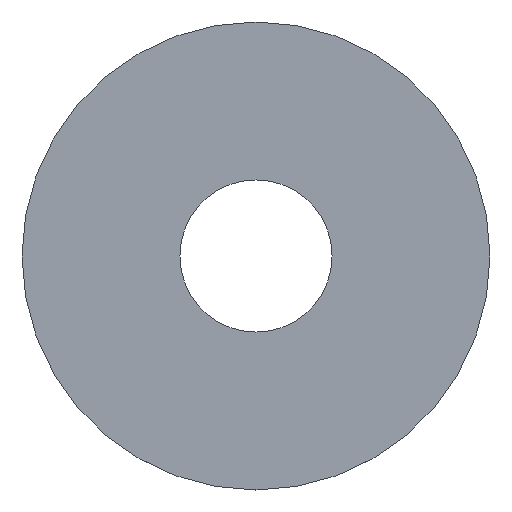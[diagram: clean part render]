
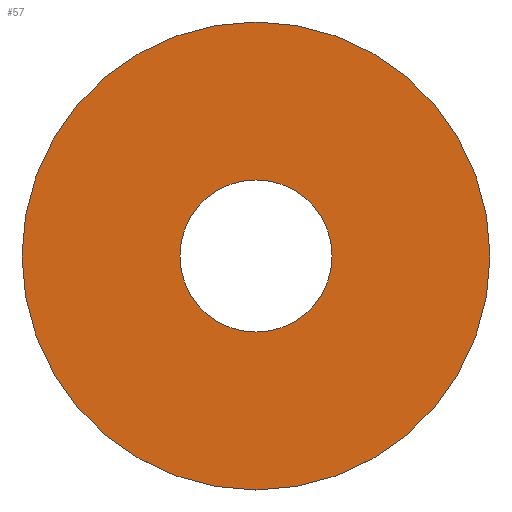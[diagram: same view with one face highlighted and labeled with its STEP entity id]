
A CAD part, top view. The second image highlights one B-rep face of the part: STEP entity #57.
In plain terms, the highlighted planar face has unit normal (0, 0, 1).
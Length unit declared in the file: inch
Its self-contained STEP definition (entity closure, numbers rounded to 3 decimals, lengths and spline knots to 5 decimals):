
#1 = AXIS2_PLACEMENT_3D ( 'NONE', #126, #143, #137 ) ;
#5 = EDGE_CURVE ( 'NONE', #162, #69, #50, .T. ) ;
#7 = AXIS2_PLACEMENT_3D ( 'NONE', #199, #75, #182 ) ;
#11 = CARTESIAN_POINT ( 'NONE',  ( 0., 0., 0.006 ) ) ;
#18 = CARTESIAN_POINT ( 'NONE',  ( 0.13, 0., 0.006 ) ) ;
#28 = CARTESIAN_POINT ( 'NONE',  ( 0.4, 0., 0.006 ) ) ;
#29 = DIRECTION ( 'NONE',  ( 1., 0., 0. ) ) ;
#47 = CARTESIAN_POINT ( 'NONE',  ( 0., 0., 0.006 ) ) ;
#50 = CIRCLE ( 'NONE', #160, 0.13 ) ;
#52 = AXIS2_PLACEMENT_3D ( 'NONE', #11, #118, #221 ) ;
#55 = CIRCLE ( 'NONE', #52, 0.13 ) ;
#57 = ADVANCED_FACE ( 'NONE', ( #223, #109 ), #157, .T. ) ;
#65 = ORIENTED_EDGE ( 'NONE', *, *, #177, .T. ) ;
#68 = DIRECTION ( 'NONE',  ( 1., 0., 0. ) ) ;
#69 = VERTEX_POINT ( 'NONE', #18 ) ;
#75 = DIRECTION ( 'NONE',  ( 0., 0., 1. ) ) ;
#94 = CARTESIAN_POINT ( 'NONE',  ( -0.4, 0., 0.006 ) ) ;
#109 = FACE_BOUND ( 'NONE', #198, .T. ) ;
#116 = CARTESIAN_POINT ( 'NONE',  ( -0.13, 0., 0.006 ) ) ;
#118 = DIRECTION ( 'NONE',  ( 0., 0., 1. ) ) ;
#123 = EDGE_CURVE ( 'NONE', #69, #162, #55, .T. ) ;
#126 = CARTESIAN_POINT ( 'NONE',  ( 0., 0., 0.006 ) ) ;
#127 = ORIENTED_EDGE ( 'NONE', *, *, #136, .T. ) ;
#136 = EDGE_CURVE ( 'NONE', #181, #175, #146, .T. ) ;
#137 = DIRECTION ( 'NONE',  ( 1., 0., 0. ) ) ;
#142 = DIRECTION ( 'NONE',  ( 0., 0., 1. ) ) ;
#143 = DIRECTION ( 'NONE',  ( 0., 0., 1. ) ) ;
#144 = AXIS2_PLACEMENT_3D ( 'NONE', #47, #156, #29 ) ;
#146 = CIRCLE ( 'NONE', #144, 0.4 ) ;
#156 = DIRECTION ( 'NONE',  ( 0., 0., 1. ) ) ;
#157 = PLANE ( 'NONE',  #1 ) ;
#160 = AXIS2_PLACEMENT_3D ( 'NONE', #207, #142, #68 ) ;
#162 = VERTEX_POINT ( 'NONE', #116 ) ;
#172 = ORIENTED_EDGE ( 'NONE', *, *, #123, .F. ) ;
#175 = VERTEX_POINT ( 'NONE', #28 ) ;
#177 = EDGE_CURVE ( 'NONE', #175, #181, #185, .T. ) ;
#181 = VERTEX_POINT ( 'NONE', #94 ) ;
#182 = DIRECTION ( 'NONE',  ( 1., 0., 0. ) ) ;
#185 = CIRCLE ( 'NONE', #7, 0.4 ) ;
#198 = EDGE_LOOP ( 'NONE', ( #206, #172 ) ) ;
#199 = CARTESIAN_POINT ( 'NONE',  ( 0., 0., 0.006 ) ) ;
#206 = ORIENTED_EDGE ( 'NONE', *, *, #5, .F. ) ;
#207 = CARTESIAN_POINT ( 'NONE',  ( 0., 0., 0.006 ) ) ;
#210 = EDGE_LOOP ( 'NONE', ( #127, #65 ) ) ;
#221 = DIRECTION ( 'NONE',  ( 1., 0., 0. ) ) ;
#223 = FACE_OUTER_BOUND ( 'NONE', #210, .T. ) ;
